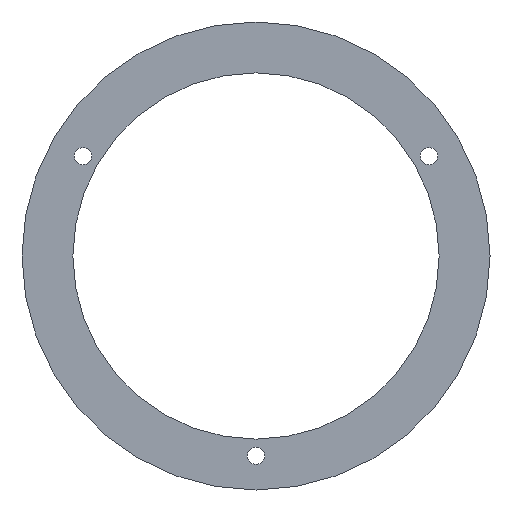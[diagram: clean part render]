
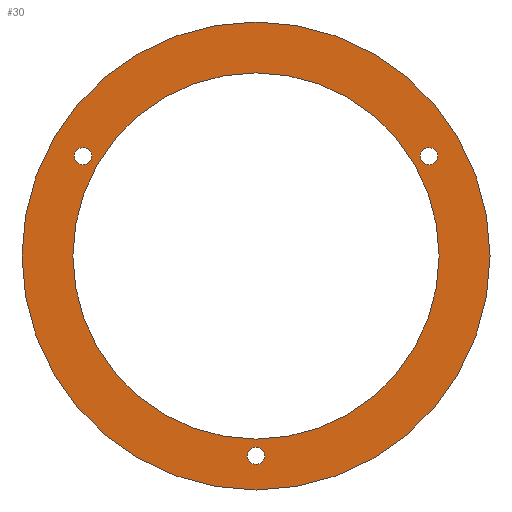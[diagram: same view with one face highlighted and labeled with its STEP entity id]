
A CAD part, front view. The second image highlights one B-rep face of the part: STEP entity #30.
In plain terms, the highlighted planar face has unit normal (0, -1, 0).
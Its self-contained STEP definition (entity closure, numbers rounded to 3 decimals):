
#1 = DIRECTION ( 'NONE',  ( 0., 1., 0. ) ) ;
#4 = EDGE_CURVE ( 'NONE', #209, #495, #396, .T. ) ;
#6 = AXIS2_PLACEMENT_3D ( 'NONE', #262, #24, #54 ) ;
#24 = DIRECTION ( 'NONE',  ( 0., 1., 0. ) ) ;
#25 = CIRCLE ( 'NONE', #463, 46. ) ;
#28 = CARTESIAN_POINT ( 'NONE',  ( 33.992, 0., 17.925 ) ) ;
#30 = ADVANCED_FACE ( 'NONE', ( #291, #503, #420, #505, #342 ), #248, .F. ) ;
#35 = DIRECTION ( 'NONE',  ( -0.866, 0., -0.5 ) ) ;
#40 = VERTEX_POINT ( 'NONE', #499 ) ;
#41 = ORIENTED_EDGE ( 'NONE', *, *, #4, .T. ) ;
#42 = DIRECTION ( 'NONE',  ( -0.866, 0., -0.5 ) ) ;
#54 = DIRECTION ( 'NONE',  ( 0.866, 0., -0.5 ) ) ;
#56 = DIRECTION ( 'NONE',  ( 0., 0., 1. ) ) ;
#59 = EDGE_LOOP ( 'NONE', ( #239, #111 ) ) ;
#92 = CARTESIAN_POINT ( 'NONE',  ( -33.992, 0., 17.926 ) ) ;
#96 = CIRCLE ( 'NONE', #404, 1.7 ) ;
#102 = DIRECTION ( 'NONE',  ( 0., 1., 0. ) ) ;
#103 = DIRECTION ( 'NONE',  ( 0., 1., 0. ) ) ;
#111 = ORIENTED_EDGE ( 'NONE', *, *, #502, .F. ) ;
#113 = CARTESIAN_POINT ( 'NONE',  ( 0., 0., -40.951 ) ) ;
#127 = VERTEX_POINT ( 'NONE', #207 ) ;
#133 = CIRCLE ( 'NONE', #228, 46. ) ;
#136 = AXIS2_PLACEMENT_3D ( 'NONE', #384, #163, #246 ) ;
#146 = CARTESIAN_POINT ( 'NONE',  ( 0., 0., -39.251 ) ) ;
#148 = CARTESIAN_POINT ( 'NONE',  ( 0., 0., 36. ) ) ;
#163 = DIRECTION ( 'NONE',  ( 0., 1., 0. ) ) ;
#166 = DIRECTION ( 'NONE',  ( 0., 0., 1. ) ) ;
#168 = CIRCLE ( 'NONE', #392, 1.7 ) ;
#169 = CIRCLE ( 'NONE', #184, 36. ) ;
#172 = CARTESIAN_POINT ( 'NONE',  ( 0., 0., 0. ) ) ;
#174 = VERTEX_POINT ( 'NONE', #92 ) ;
#184 = AXIS2_PLACEMENT_3D ( 'NONE', #326, #103, #270 ) ;
#186 = DIRECTION ( 'NONE',  ( 0., 1., 0. ) ) ;
#191 = ORIENTED_EDGE ( 'NONE', *, *, #345, .T. ) ;
#197 = ORIENTED_EDGE ( 'NONE', *, *, #466, .T. ) ;
#198 = ORIENTED_EDGE ( 'NONE', *, *, #224, .T. ) ;
#201 = VERTEX_POINT ( 'NONE', #454 ) ;
#204 = CARTESIAN_POINT ( 'NONE',  ( 33.992, 0., 19.625 ) ) ;
#207 = CARTESIAN_POINT ( 'NONE',  ( 0., 0., -46. ) ) ;
#209 = VERTEX_POINT ( 'NONE', #500 ) ;
#218 = EDGE_CURVE ( 'NONE', #201, #411, #336, .T. ) ;
#219 = CARTESIAN_POINT ( 'NONE',  ( 33.992, 0., 21.325 ) ) ;
#220 = AXIS2_PLACEMENT_3D ( 'NONE', #172, #1, #453 ) ;
#224 = EDGE_CURVE ( 'NONE', #419, #321, #168, .T. ) ;
#228 = AXIS2_PLACEMENT_3D ( 'NONE', #413, #186, #233 ) ;
#230 = EDGE_LOOP ( 'NONE', ( #41, #197 ) ) ;
#233 = DIRECTION ( 'NONE',  ( 0., 0., 1. ) ) ;
#239 = ORIENTED_EDGE ( 'NONE', *, *, #352, .F. ) ;
#246 = DIRECTION ( 'NONE',  ( 0., 0., 1. ) ) ;
#248 = PLANE ( 'NONE',  #525 ) ;
#254 = EDGE_CURVE ( 'NONE', #411, #201, #96, .T. ) ;
#256 = CARTESIAN_POINT ( 'NONE',  ( 0., 0., 0. ) ) ;
#262 = CARTESIAN_POINT ( 'NONE',  ( -33.992, 0., 19.626 ) ) ;
#268 = DIRECTION ( 'NONE',  ( 0.866, 0., -0.5 ) ) ;
#270 = DIRECTION ( 'NONE',  ( 0., 0., 1. ) ) ;
#277 = CIRCLE ( 'NONE', #433, 1.7 ) ;
#291 = FACE_BOUND ( 'NONE', #425, .T. ) ;
#321 = VERTEX_POINT ( 'NONE', #219 ) ;
#326 = CARTESIAN_POINT ( 'NONE',  ( 0., 0., 0. ) ) ;
#332 = ORIENTED_EDGE ( 'NONE', *, *, #386, .T. ) ;
#336 = CIRCLE ( 'NONE', #136, 1.7 ) ;
#341 = VERTEX_POINT ( 'NONE', #353 ) ;
#342 = FACE_BOUND ( 'NONE', #230, .T. ) ;
#344 = DIRECTION ( 'NONE',  ( 0., 1., 0. ) ) ;
#345 = EDGE_CURVE ( 'NONE', #174, #341, #382, .T. ) ;
#352 = EDGE_CURVE ( 'NONE', #127, #40, #25, .T. ) ;
#353 = CARTESIAN_POINT ( 'NONE',  ( -33.992, 0., 21.326 ) ) ;
#356 = EDGE_CURVE ( 'NONE', #341, #174, #514, .T. ) ;
#377 = ORIENTED_EDGE ( 'NONE', *, *, #254, .T. ) ;
#379 = EDGE_LOOP ( 'NONE', ( #490, #377 ) ) ;
#382 = CIRCLE ( 'NONE', #484, 1.7 ) ;
#384 = CARTESIAN_POINT ( 'NONE',  ( 0., 0., -39.251 ) ) ;
#386 = EDGE_CURVE ( 'NONE', #321, #419, #277, .T. ) ;
#392 = AXIS2_PLACEMENT_3D ( 'NONE', #204, #457, #42 ) ;
#396 = CIRCLE ( 'NONE', #220, 36. ) ;
#402 = DIRECTION ( 'NONE',  ( 0., 0., 1. ) ) ;
#404 = AXIS2_PLACEMENT_3D ( 'NONE', #146, #470, #56 ) ;
#410 = ORIENTED_EDGE ( 'NONE', *, *, #356, .T. ) ;
#411 = VERTEX_POINT ( 'NONE', #113 ) ;
#413 = CARTESIAN_POINT ( 'NONE',  ( 0., 0., 0. ) ) ;
#419 = VERTEX_POINT ( 'NONE', #28 ) ;
#420 = FACE_BOUND ( 'NONE', #379, .T. ) ;
#425 = EDGE_LOOP ( 'NONE', ( #410, #191 ) ) ;
#433 = AXIS2_PLACEMENT_3D ( 'NONE', #530, #482, #35 ) ;
#453 = DIRECTION ( 'NONE',  ( 0., 0., 1. ) ) ;
#454 = CARTESIAN_POINT ( 'NONE',  ( 0., 0., -37.551 ) ) ;
#457 = DIRECTION ( 'NONE',  ( 0., 1., 0. ) ) ;
#463 = AXIS2_PLACEMENT_3D ( 'NONE', #477, #102, #402 ) ;
#465 = CARTESIAN_POINT ( 'NONE',  ( -33.992, 0., 19.626 ) ) ;
#466 = EDGE_CURVE ( 'NONE', #495, #209, #169, .T. ) ;
#470 = DIRECTION ( 'NONE',  ( 0., 1., 0. ) ) ;
#477 = CARTESIAN_POINT ( 'NONE',  ( 0., 0., 0. ) ) ;
#482 = DIRECTION ( 'NONE',  ( 0., 1., 0. ) ) ;
#484 = AXIS2_PLACEMENT_3D ( 'NONE', #465, #513, #268 ) ;
#490 = ORIENTED_EDGE ( 'NONE', *, *, #218, .T. ) ;
#495 = VERTEX_POINT ( 'NONE', #148 ) ;
#499 = CARTESIAN_POINT ( 'NONE',  ( 0., 0., 46. ) ) ;
#500 = CARTESIAN_POINT ( 'NONE',  ( 0., 0., -36. ) ) ;
#502 = EDGE_CURVE ( 'NONE', #40, #127, #133, .T. ) ;
#503 = FACE_BOUND ( 'NONE', #532, .T. ) ;
#505 = FACE_OUTER_BOUND ( 'NONE', #59, .T. ) ;
#513 = DIRECTION ( 'NONE',  ( 0., 1., 0. ) ) ;
#514 = CIRCLE ( 'NONE', #6, 1.7 ) ;
#525 = AXIS2_PLACEMENT_3D ( 'NONE', #256, #344, #166 ) ;
#530 = CARTESIAN_POINT ( 'NONE',  ( 33.992, 0., 19.625 ) ) ;
#532 = EDGE_LOOP ( 'NONE', ( #332, #198 ) ) ;
